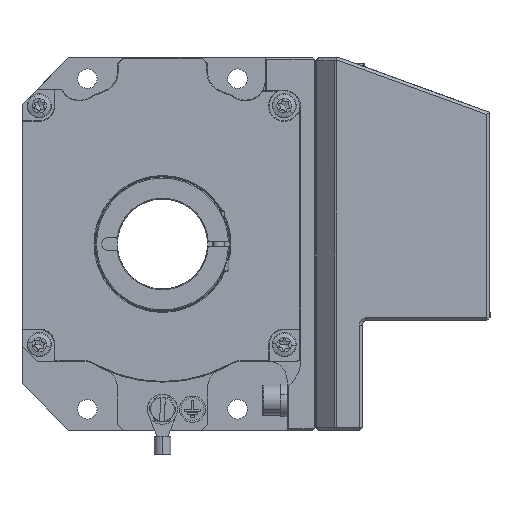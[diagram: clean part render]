
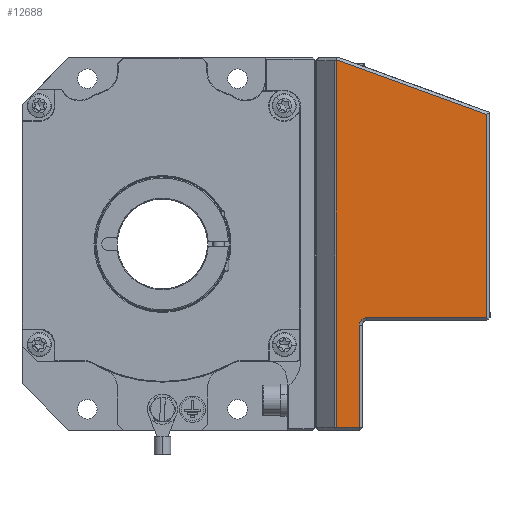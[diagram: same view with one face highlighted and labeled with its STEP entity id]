
A CAD part, front view. The second image highlights one B-rep face of the part: STEP entity #12688.
In plain terms, the highlighted planar face has unit normal (0, -1, 0).
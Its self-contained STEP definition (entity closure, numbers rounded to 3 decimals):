
#129 = DIRECTION ( 'NONE',  ( 1., 0., 0. ) ) ;
#239 = CARTESIAN_POINT ( 'NONE',  ( 108., -15., 43.101 ) ) ;
#303 = EDGE_CURVE ( 'NONE', #9286, #7575, #725, .T. ) ;
#354 = DIRECTION ( 'NONE',  ( 0., 0., 1. ) ) ;
#617 = DIRECTION ( 'NONE',  ( 0., 0., 1. ) ) ;
#667 = VERTEX_POINT ( 'NONE', #10580 ) ;
#671 = LINE ( 'NONE', #12629, #10068 ) ;
#725 = CIRCLE ( 'NONE', #14264, 2.524 ) ;
#990 = CARTESIAN_POINT ( 'NONE',  ( 65.5, -15., -27.024 ) ) ;
#1247 = ORIENTED_EDGE ( 'NONE', *, *, #11785, .T. ) ;
#1667 = ORIENTED_EDGE ( 'NONE', *, *, #8546, .T. ) ;
#1941 = DIRECTION ( 'NONE',  ( -0.707, 0., 0.707 ) ) ;
#2158 = LINE ( 'NONE', #2858, #5412 ) ;
#2251 = EDGE_CURVE ( 'NONE', #7575, #8225, #7338, .T. ) ;
#2384 = EDGE_CURVE ( 'NONE', #667, #13265, #2158, .T. ) ;
#2438 = ORIENTED_EDGE ( 'NONE', *, *, #2251, .T. ) ;
#2495 = CARTESIAN_POINT ( 'NONE',  ( 51., -15., -62. ) ) ;
#2674 = DIRECTION ( 'NONE',  ( -0.94, 0., 0.342 ) ) ;
#2858 = CARTESIAN_POINT ( 'NONE',  ( 57.914, -15., -62. ) ) ;
#3410 = CARTESIAN_POINT ( 'NONE',  ( 51., -15., -61. ) ) ;
#3764 = CARTESIAN_POINT ( 'NONE',  ( 51., -15., -24.5 ) ) ;
#3767 = CARTESIAN_POINT ( 'NONE',  ( 65.5, -15., -61. ) ) ;
#3834 = CARTESIAN_POINT ( 'NONE',  ( 56.276, -15., 60.135 ) ) ;
#4068 = DIRECTION ( 'NONE',  ( 0., 0., -1. ) ) ;
#4082 = VECTOR ( 'NONE', #129, 1000. ) ;
#4320 = VECTOR ( 'NONE', #8312, 1000. ) ;
#4408 = DIRECTION ( 'NONE',  ( 0., 1., 0. ) ) ;
#5412 = VECTOR ( 'NONE', #4068, 1000. ) ;
#6624 = ORIENTED_EDGE ( 'NONE', *, *, #11373, .T. ) ;
#6720 = CARTESIAN_POINT ( 'NONE',  ( 108., -15., -62. ) ) ;
#6920 = CARTESIAN_POINT ( 'NONE',  ( 108., -15., -24.5 ) ) ;
#7012 = LINE ( 'NONE', #6720, #9509 ) ;
#7338 = LINE ( 'NONE', #3764, #4082 ) ;
#7432 = DIRECTION ( 'NONE',  ( -0.707, 0., 0.707 ) ) ;
#7575 = VERTEX_POINT ( 'NONE', #14626 ) ;
#7869 = VERTEX_POINT ( 'NONE', #3767 ) ;
#7925 = LINE ( 'NONE', #13815, #14108 ) ;
#8225 = VERTEX_POINT ( 'NONE', #6920 ) ;
#8312 = DIRECTION ( 'NONE',  ( 1., 0., 0. ) ) ;
#8546 = EDGE_CURVE ( 'NONE', #9181, #667, #15605, .T. ) ;
#9080 = FACE_OUTER_BOUND ( 'NONE', #15380, .T. ) ;
#9181 = VERTEX_POINT ( 'NONE', #12970 ) ;
#9286 = VERTEX_POINT ( 'NONE', #990 ) ;
#9357 = CARTESIAN_POINT ( 'NONE',  ( 68.024, -15., -27.024 ) ) ;
#9509 = VECTOR ( 'NONE', #617, 1000. ) ;
#9518 = ORIENTED_EDGE ( 'NONE', *, *, #303, .T. ) ;
#10061 = ORIENTED_EDGE ( 'NONE', *, *, #11228, .T. ) ;
#10068 = VECTOR ( 'NONE', #354, 1000. ) ;
#10580 = CARTESIAN_POINT ( 'NONE',  ( 57.914, -15., 61.293 ) ) ;
#10847 = LINE ( 'NONE', #3410, #4320 ) ;
#11228 = EDGE_CURVE ( 'NONE', #8225, #13248, #7012, .T. ) ;
#11315 = CARTESIAN_POINT ( 'NONE',  ( 57.914, -15., -61. ) ) ;
#11373 = EDGE_CURVE ( 'NONE', #13265, #7869, #10847, .T. ) ;
#11785 = EDGE_CURVE ( 'NONE', #7869, #9286, #671, .T. ) ;
#12260 = EDGE_CURVE ( 'NONE', #13248, #9181, #7925, .T. ) ;
#12315 = VECTOR ( 'NONE', #13690, 1000. ) ;
#12318 = ORIENTED_EDGE ( 'NONE', *, *, #12260, .T. ) ;
#12629 = CARTESIAN_POINT ( 'NONE',  ( 65.5, -15., -62. ) ) ;
#12688 = ADVANCED_FACE ( 'NONE', ( #9080 ), #13586, .F. ) ;
#12970 = CARTESIAN_POINT ( 'NONE',  ( 57.95, -15., 61.318 ) ) ;
#13248 = VERTEX_POINT ( 'NONE', #239 ) ;
#13265 = VERTEX_POINT ( 'NONE', #11315 ) ;
#13586 = PLANE ( 'NONE',  #14410 ) ;
#13690 = DIRECTION ( 'NONE',  ( -0.816, 0., -0.577 ) ) ;
#13813 = ORIENTED_EDGE ( 'NONE', *, *, #2384, .T. ) ;
#13815 = CARTESIAN_POINT ( 'NONE',  ( 91.447, -15., 49.126 ) ) ;
#14108 = VECTOR ( 'NONE', #2674, 1000. ) ;
#14264 = AXIS2_PLACEMENT_3D ( 'NONE', #9357, #4408, #1941 ) ;
#14410 = AXIS2_PLACEMENT_3D ( 'NONE', #2495, #14816, #7432 ) ;
#14626 = CARTESIAN_POINT ( 'NONE',  ( 68.024, -15., -24.5 ) ) ;
#14816 = DIRECTION ( 'NONE',  ( 0., 1., 0. ) ) ;
#15380 = EDGE_LOOP ( 'NONE', ( #12318, #1667, #13813, #6624, #1247, #9518, #2438, #10061 ) ) ;
#15605 = LINE ( 'NONE', #3834, #12315 ) ;
